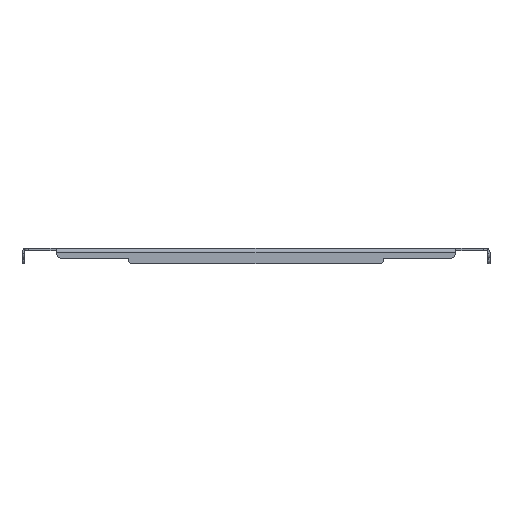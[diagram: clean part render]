
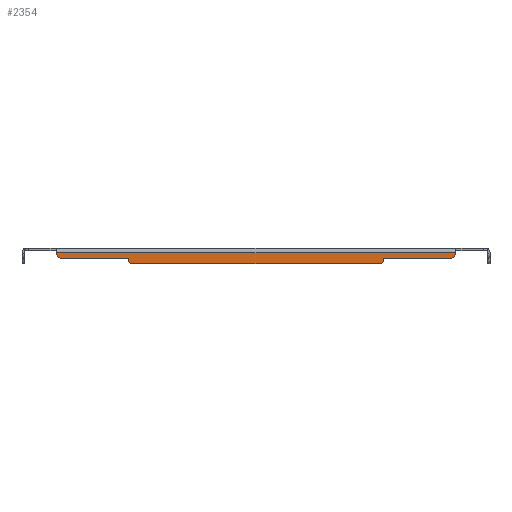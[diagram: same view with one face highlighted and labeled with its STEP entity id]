
A CAD part, front view. The second image highlights one B-rep face of the part: STEP entity #2354.
In plain terms, the highlighted planar face has unit normal (0, -1, 0).
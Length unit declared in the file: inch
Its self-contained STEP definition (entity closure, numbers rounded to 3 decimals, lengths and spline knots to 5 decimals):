
#55 = VERTEX_POINT ( 'NONE', #1456 ) ;
#76 = CARTESIAN_POINT ( 'NONE',  ( -7.34375, -22.46875, -0.5625 ) ) ;
#109 = CARTESIAN_POINT ( 'NONE',  ( 7.34375, -22.46875, -0.71875 ) ) ;
#266 = DIRECTION ( 'NONE',  ( 0., 0., -1. ) ) ;
#272 = ORIENTED_EDGE ( 'NONE', *, *, #2328, .T. ) ;
#356 = CARTESIAN_POINT ( 'NONE',  ( -11.21875, -22.46875, -0.3125 ) ) ;
#368 = VERTEX_POINT ( 'NONE', #3442 ) ;
#410 = CARTESIAN_POINT ( 'NONE',  ( 11.21875, -22.46875, -0.3125 ) ) ;
#413 = CARTESIAN_POINT ( 'NONE',  ( -13.34375, -22.46875, -0.5625 ) ) ;
#442 = EDGE_LOOP ( 'NONE', ( #2718, #1884, #1134, #1538, #272, #3924, #584, #1844, #2131, #703, #3142, #3773 ) ) ;
#467 = CARTESIAN_POINT ( 'NONE',  ( -13.34375, -22.46875, -0.5625 ) ) ;
#500 = VECTOR ( 'NONE', #3379, 39.37008 ) ;
#502 = AXIS2_PLACEMENT_3D ( 'NONE', #2522, #2202, #3667 ) ;
#564 = CARTESIAN_POINT ( 'NONE',  ( 11.46875, -22.46875, -0.237 ) ) ;
#573 = VERTEX_POINT ( 'NONE', #2387 ) ;
#584 = ORIENTED_EDGE ( 'NONE', *, *, #2667, .T. ) ;
#642 = CIRCLE ( 'NONE', #3099, 0.25 ) ;
#659 = CIRCLE ( 'NONE', #3920, 0.25 ) ;
#703 = ORIENTED_EDGE ( 'NONE', *, *, #3883, .T. ) ;
#739 = EDGE_CURVE ( 'NONE', #573, #55, #2477, .T. ) ;
#783 = EDGE_CURVE ( 'NONE', #368, #1735, #2509, .T. ) ;
#790 = LINE ( 'NONE', #2062, #1833 ) ;
#806 = DIRECTION ( 'NONE',  ( 0., -1., 0. ) ) ;
#807 = EDGE_CURVE ( 'NONE', #3441, #3723, #1763, .T. ) ;
#810 = VERTEX_POINT ( 'NONE', #2396 ) ;
#835 = VECTOR ( 'NONE', #1688, 39.37008 ) ;
#920 = CARTESIAN_POINT ( 'NONE',  ( -7.34375, -22.46875, -0.71875 ) ) ;
#1021 = LINE ( 'NONE', #413, #835 ) ;
#1059 = LINE ( 'NONE', #3523, #2516 ) ;
#1081 = EDGE_CURVE ( 'NONE', #1575, #3441, #2777, .T. ) ;
#1134 = ORIENTED_EDGE ( 'NONE', *, *, #739, .T. ) ;
#1333 = DIRECTION ( 'NONE',  ( 1., 0., 0. ) ) ;
#1353 = CARTESIAN_POINT ( 'NONE',  ( -7.09375, -22.46875, -0.625 ) ) ;
#1456 = CARTESIAN_POINT ( 'NONE',  ( 11.46875, -22.46875, -0.237 ) ) ;
#1538 = ORIENTED_EDGE ( 'NONE', *, *, #4005, .F. ) ;
#1541 = EDGE_CURVE ( 'NONE', #810, #2870, #2665, .T. ) ;
#1575 = VERTEX_POINT ( 'NONE', #76 ) ;
#1577 = EDGE_CURVE ( 'NONE', #810, #3100, #2926, .T. ) ;
#1611 = EDGE_CURVE ( 'NONE', #3100, #573, #659, .T. ) ;
#1633 = DIRECTION ( 'NONE',  ( 0., -1., 0. ) ) ;
#1686 = DIRECTION ( 'NONE',  ( 0., -1., 0. ) ) ;
#1688 = DIRECTION ( 'NONE',  ( 1., 0., 0. ) ) ;
#1701 = CARTESIAN_POINT ( 'NONE',  ( 11.21875, -22.46875, -0.5625 ) ) ;
#1735 = VERTEX_POINT ( 'NONE', #2253 ) ;
#1763 = CIRCLE ( 'NONE', #4109, 0.25 ) ;
#1781 = EDGE_CURVE ( 'NONE', #2231, #2870, #642, .T. ) ;
#1833 = VECTOR ( 'NONE', #2734, 39.37008 ) ;
#1844 = ORIENTED_EDGE ( 'NONE', *, *, #1081, .T. ) ;
#1848 = DIRECTION ( 'NONE',  ( 0., 0., 1. ) ) ;
#1880 = LINE ( 'NONE', #564, #500 ) ;
#1884 = ORIENTED_EDGE ( 'NONE', *, *, #1611, .T. ) ;
#1974 = VECTOR ( 'NONE', #1848, 39.37008 ) ;
#2021 = DIRECTION ( 'NONE',  ( 0., 0., -1. ) ) ;
#2062 = CARTESIAN_POINT ( 'NONE',  ( -13.34375, -22.46875, -0.875 ) ) ;
#2131 = ORIENTED_EDGE ( 'NONE', *, *, #807, .T. ) ;
#2202 = DIRECTION ( 'NONE',  ( 0., -1., 0. ) ) ;
#2231 = VERTEX_POINT ( 'NONE', #2965 ) ;
#2253 = CARTESIAN_POINT ( 'NONE',  ( -11.21875, -22.46875, -0.5625 ) ) ;
#2328 = EDGE_CURVE ( 'NONE', #3189, #368, #1059, .T. ) ;
#2338 = DIRECTION ( 'NONE',  ( 0., 0., -1. ) ) ;
#2354 = ADVANCED_FACE ( 'NONE', ( #4103 ), #3221, .T. ) ;
#2387 = CARTESIAN_POINT ( 'NONE',  ( 11.46875, -22.46875, -0.3125 ) ) ;
#2396 = CARTESIAN_POINT ( 'NONE',  ( 7.34375, -22.46875, -0.5625 ) ) ;
#2477 = LINE ( 'NONE', #3433, #1974 ) ;
#2509 = CIRCLE ( 'NONE', #3576, 0.25 ) ;
#2516 = VECTOR ( 'NONE', #2338, 39.37008 ) ;
#2522 = CARTESIAN_POINT ( 'NONE',  ( -13.34375, -22.46875, 0. ) ) ;
#2621 = DIRECTION ( 'NONE',  ( 0., 0., -1. ) ) ;
#2625 = CARTESIAN_POINT ( 'NONE',  ( -7.34375, -22.46875, -0.625 ) ) ;
#2665 = LINE ( 'NONE', #109, #3274 ) ;
#2667 = EDGE_CURVE ( 'NONE', #1735, #1575, #1021, .T. ) ;
#2683 = DIRECTION ( 'NONE',  ( 0., 0., -1. ) ) ;
#2700 = CARTESIAN_POINT ( 'NONE',  ( -11.46875, -22.46875, -0.237 ) ) ;
#2718 = ORIENTED_EDGE ( 'NONE', *, *, #1577, .T. ) ;
#2734 = DIRECTION ( 'NONE',  ( 1., 0., 0. ) ) ;
#2777 = LINE ( 'NONE', #920, #2820 ) ;
#2808 = CARTESIAN_POINT ( 'NONE',  ( 7.09375, -22.46875, -0.625 ) ) ;
#2820 = VECTOR ( 'NONE', #266, 39.37008 ) ;
#2870 = VERTEX_POINT ( 'NONE', #3075 ) ;
#2926 = LINE ( 'NONE', #467, #3068 ) ;
#2965 = CARTESIAN_POINT ( 'NONE',  ( 7.09375, -22.46875, -0.875 ) ) ;
#3014 = DIRECTION ( 'NONE',  ( 0., 0., -1. ) ) ;
#3068 = VECTOR ( 'NONE', #1333, 39.37008 ) ;
#3075 = CARTESIAN_POINT ( 'NONE',  ( 7.34375, -22.46875, -0.625 ) ) ;
#3099 = AXIS2_PLACEMENT_3D ( 'NONE', #2808, #3140, #3120 ) ;
#3100 = VERTEX_POINT ( 'NONE', #1701 ) ;
#3120 = DIRECTION ( 'NONE',  ( 0., 0., -1. ) ) ;
#3140 = DIRECTION ( 'NONE',  ( 0., -1., 0. ) ) ;
#3142 = ORIENTED_EDGE ( 'NONE', *, *, #1781, .T. ) ;
#3189 = VERTEX_POINT ( 'NONE', #2700 ) ;
#3221 = PLANE ( 'NONE',  #502 ) ;
#3260 = CARTESIAN_POINT ( 'NONE',  ( -7.09375, -22.46875, -0.875 ) ) ;
#3274 = VECTOR ( 'NONE', #2683, 39.37008 ) ;
#3379 = DIRECTION ( 'NONE',  ( 1., 0., 0. ) ) ;
#3433 = CARTESIAN_POINT ( 'NONE',  ( 11.46875, -22.46875, 0. ) ) ;
#3441 = VERTEX_POINT ( 'NONE', #2625 ) ;
#3442 = CARTESIAN_POINT ( 'NONE',  ( -11.46875, -22.46875, -0.3125 ) ) ;
#3523 = CARTESIAN_POINT ( 'NONE',  ( -11.46875, -22.46875, 0. ) ) ;
#3576 = AXIS2_PLACEMENT_3D ( 'NONE', #356, #1633, #2621 ) ;
#3667 = DIRECTION ( 'NONE',  ( 0., 0., -1. ) ) ;
#3723 = VERTEX_POINT ( 'NONE', #3260 ) ;
#3773 = ORIENTED_EDGE ( 'NONE', *, *, #1541, .F. ) ;
#3883 = EDGE_CURVE ( 'NONE', #3723, #2231, #790, .T. ) ;
#3920 = AXIS2_PLACEMENT_3D ( 'NONE', #410, #1686, #3014 ) ;
#3924 = ORIENTED_EDGE ( 'NONE', *, *, #783, .T. ) ;
#4005 = EDGE_CURVE ( 'NONE', #3189, #55, #1880, .T. ) ;
#4103 = FACE_OUTER_BOUND ( 'NONE', #442, .T. ) ;
#4109 = AXIS2_PLACEMENT_3D ( 'NONE', #1353, #806, #2021 ) ;
